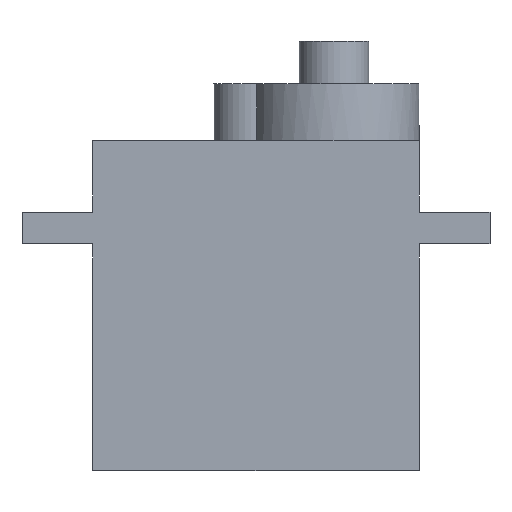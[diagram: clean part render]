
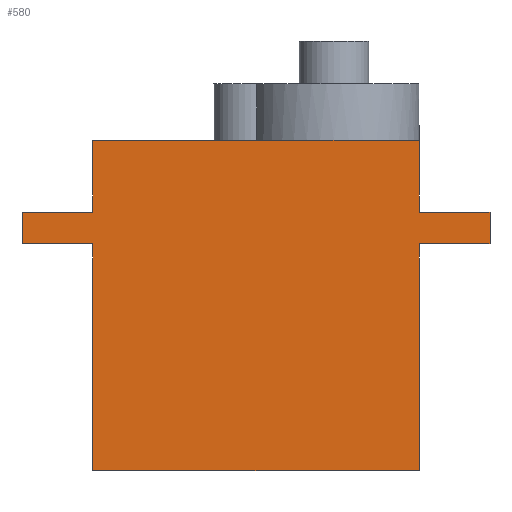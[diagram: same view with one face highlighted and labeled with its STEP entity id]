
A CAD part, front view. The second image highlights one B-rep face of the part: STEP entity #580.
In plain terms, the highlighted planar face has unit normal (0, -1, 0).
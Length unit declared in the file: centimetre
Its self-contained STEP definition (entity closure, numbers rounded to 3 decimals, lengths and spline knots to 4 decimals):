
#131=VERTEX_POINT('',#747);
#132=VERTEX_POINT('',#749);
#134=VERTEX_POINT('',#754);
#135=VERTEX_POINT('',#758);
#138=VERTEX_POINT('',#766);
#147=VERTEX_POINT('',#791);
#148=VERTEX_POINT('',#793);
#151=VERTEX_POINT('',#800);
#154=VERTEX_POINT('',#808);
#155=VERTEX_POINT('',#812);
#162=VERTEX_POINT('',#831);
#167=VERTEX_POINT('',#845);
#169=VERTEX_POINT('',#848);
#181=VECTOR('',#638,1.);
#184=VECTOR('',#642,1.);
#185=VECTOR('',#644,1.);
#190=VECTOR('',#650,1.);
#200=VECTOR('',#669,1.);
#203=VECTOR('',#673,1.);
#208=VECTOR('',#679,1.);
#209=VECTOR('',#681,1.);
#216=VECTOR('',#713,1.);
#219=VECTOR('',#718,1.);
#231=LINE('',#748,#181);
#234=LINE('',#755,#184);
#235=LINE('',#757,#185);
#240=LINE('',#767,#190);
#250=LINE('',#792,#200);
#253=LINE('',#799,#203);
#258=LINE('',#809,#208);
#259=LINE('',#811,#209);
#266=LINE('',#844,#216);
#269=LINE('',#852,#219);
#284=EDGE_CURVE('',#132,#131,#231,.T.);
#288=EDGE_CURVE('',#134,#131,#234,.T.);
#289=EDGE_CURVE('',#135,#132,#235,.T.);
#294=EDGE_CURVE('',#138,#134,#240,.T.);
#306=EDGE_CURVE('',#148,#147,#250,.T.);
#311=EDGE_CURVE('',#151,#148,#253,.T.);
#316=EDGE_CURVE('',#154,#147,#258,.T.);
#317=EDGE_CURVE('',#155,#151,#259,.T.);
#333=EDGE_CURVE('',#167,#162,#266,.T.);
#337=EDGE_CURVE('',#162,#169,#266,.T.);
#341=EDGE_CURVE('',#154,#167,#259,.T.);
#342=EDGE_CURVE('',#135,#169,#240,.T.);
#343=EDGE_CURVE('',#155,#138,#269,.T.);
#471=ORIENTED_EDGE('',*,*,#333,.T.);
#472=ORIENTED_EDGE('',*,*,#337,.T.);
#473=ORIENTED_EDGE('',*,*,#342,.F.);
#474=ORIENTED_EDGE('',*,*,#289,.T.);
#475=ORIENTED_EDGE('',*,*,#284,.T.);
#476=ORIENTED_EDGE('',*,*,#288,.F.);
#477=ORIENTED_EDGE('',*,*,#294,.F.);
#478=ORIENTED_EDGE('',*,*,#343,.F.);
#479=ORIENTED_EDGE('',*,*,#317,.T.);
#480=ORIENTED_EDGE('',*,*,#311,.T.);
#481=ORIENTED_EDGE('',*,*,#306,.T.);
#482=ORIENTED_EDGE('',*,*,#316,.F.);
#483=ORIENTED_EDGE('',*,*,#341,.T.);
#520=EDGE_LOOP('',(#471,#472,#473,#474,#475,#476,#477,#478,#479,#480,#481,
#482,#483));
#551=FACE_BOUND('',#520,.T.);
#580=ADVANCED_FACE('',(#551),#870,.T.);
#616=AXIS2_PLACEMENT_3D('',#851,#717,$);
#638=DIRECTION('',(0.,0.,-1.));
#642=DIRECTION('',(-1.,0.,0.));
#644=DIRECTION('',(-1.,0.,0.));
#650=DIRECTION('',(0.,0.,1.));
#669=DIRECTION('',(0.,0.,1.));
#673=DIRECTION('',(1.,0.,0.));
#679=DIRECTION('',(1.,0.,0.));
#681=DIRECTION('',(0.,0.,1.));
#713=DIRECTION('',(-1.,0.,0.));
#717=DIRECTION('',(0.,-1.,0.));
#718=DIRECTION('',(-1.,0.,0.));
#747=CARTESIAN_POINT('',(-0.5,0.,1.6));
#748=CARTESIAN_POINT('',(-0.5,0.,1.6));
#749=CARTESIAN_POINT('',(-0.5,0.,1.824));
#754=CARTESIAN_POINT('',(0.,0.,1.6));
#755=CARTESIAN_POINT('',(0.,0.,1.6));
#757=CARTESIAN_POINT('',(0.,0.,1.824));
#758=CARTESIAN_POINT('',(0.,0.,1.824));
#766=CARTESIAN_POINT('',(0.,0.,0.));
#767=CARTESIAN_POINT('',(0.,0.,0.));
#791=CARTESIAN_POINT('',(2.8,0.,1.824));
#792=CARTESIAN_POINT('',(2.8,0.,1.6));
#793=CARTESIAN_POINT('',(2.8,0.,1.6));
#799=CARTESIAN_POINT('',(2.3,0.,1.6));
#800=CARTESIAN_POINT('',(2.3,0.,1.6));
#808=CARTESIAN_POINT('',(2.3,0.,1.824));
#809=CARTESIAN_POINT('',(2.3,0.,1.824));
#811=CARTESIAN_POINT('',(2.3,0.,0.));
#812=CARTESIAN_POINT('',(2.3,0.,0.));
#831=CARTESIAN_POINT('',(1.7,0.,2.33));
#844=CARTESIAN_POINT('',(2.3,0.,2.33));
#845=CARTESIAN_POINT('',(2.3,0.,2.33));
#848=CARTESIAN_POINT('',(0.,0.,2.33));
#851=CARTESIAN_POINT('',(1.15,0.,0.));
#852=CARTESIAN_POINT('',(2.3,0.,0.));
#870=PLANE('',#616);
